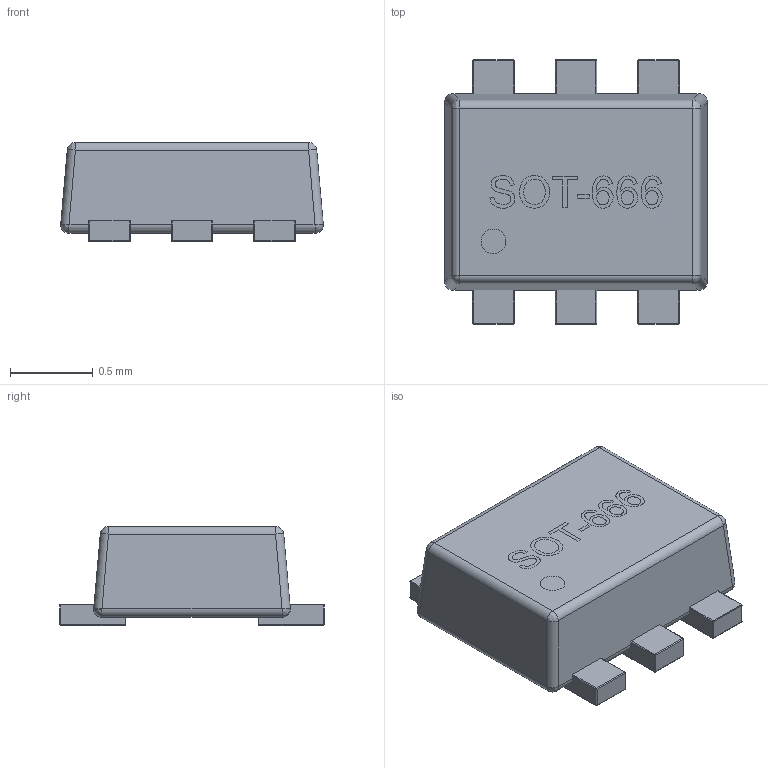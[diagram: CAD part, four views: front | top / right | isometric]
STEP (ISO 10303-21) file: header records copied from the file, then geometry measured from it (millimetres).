
FILE_DESCRIPTION (( 'STEP AP214' ), '1' );
FILE_NAME ('E89A7F84-0E7A-4CC0-957D-37461BAE5B3D.STEP', '2022-11-14T06:41:14', ( '' ), ( '' ), 'SwSTEP 2.0', 'SolidWorks 2022', '' );
FILE_SCHEMA (( 'AUTOMOTIVE_DESIGN' ));
Length unit declared in the file: centimetre
Products named in the file (1): E89A7F84-0E7A-4CC0-957D-37461BAE5B3D
Bounding box: 1.59 x 1.6 x 0.6 mm (x, y, z)
Volume: 1 mm3; surface area: 7.5 mm2
Topology: 1 solids, 1 shells, 160 faces, 515 edges, 339 vertices
Faces by surface type: cylinder 72, plane 54, bspline 34
Entity records: 7832 total; most frequent: CARTESIAN_POINT 2030, ORIENTED_EDGE 970, DIRECTION 678, EDGE_CURVE 485, VERTEX_POINT 339, AXIS2_PLACEMENT_3D 243, LINE 192, VECTOR 192
